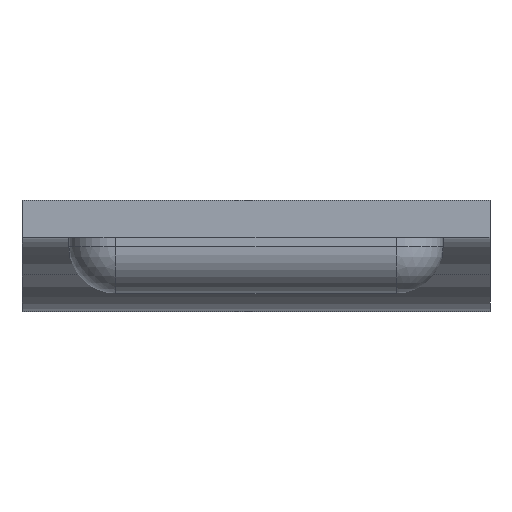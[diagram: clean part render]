
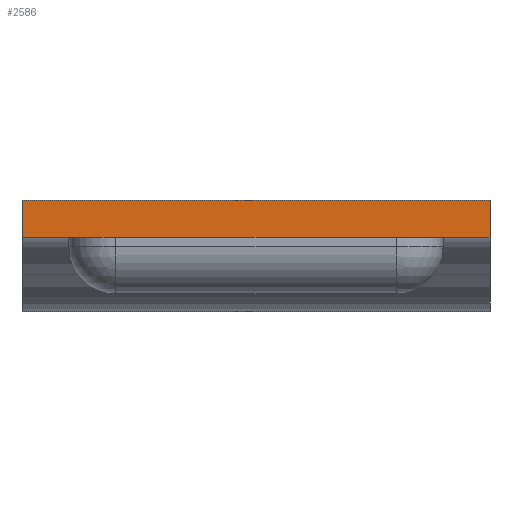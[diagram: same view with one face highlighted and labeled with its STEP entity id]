
A CAD part, front view. The second image highlights one B-rep face of the part: STEP entity #2586.
In plain terms, the highlighted planar face has unit normal (0, -1, 0).
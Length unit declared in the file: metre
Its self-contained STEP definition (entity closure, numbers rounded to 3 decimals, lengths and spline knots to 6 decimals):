
#145=LINE('',#4061,#364);
#148=LINE('',#4074,#367);
#150=LINE('',#4078,#369);
#151=LINE('',#4079,#370);
#364=VECTOR('',#3142,1.);
#367=VECTOR('',#3153,1.);
#369=VECTOR('',#3157,1.);
#370=VECTOR('',#3158,1.);
#592=ORIENTED_EDGE('',*,*,#1350,.F.);
#593=ORIENTED_EDGE('',*,*,#1348,.T.);
#594=ORIENTED_EDGE('',*,*,#1351,.T.);
#595=ORIENTED_EDGE('',*,*,#1342,.T.);
#1342=EDGE_CURVE('',#1722,#1721,#145,.T.);
#1348=EDGE_CURVE('',#1728,#1727,#148,.T.);
#1350=EDGE_CURVE('',#1728,#1721,#150,.T.);
#1351=EDGE_CURVE('',#1727,#1722,#151,.T.);
#1721=VERTEX_POINT('',#4060);
#1722=VERTEX_POINT('',#4062);
#1727=VERTEX_POINT('',#4073);
#1728=VERTEX_POINT('',#4075);
#2099=EDGE_LOOP('',(#592,#593,#594,#595));
#2314=FACE_BOUND('',#2099,.T.);
#2529=PLANE('',#2792);
#2586=ADVANCED_FACE('',(#2314),#2529,.F.);
#2792=AXIS2_PLACEMENT_3D('',#4077,#3155,#3156);
#3142=DIRECTION('',(0.,0.,-1.));
#3153=DIRECTION('',(0.,0.,1.));
#3155=DIRECTION('',(0.,1.,0.));
#3156=DIRECTION('',(-1.,0.,0.));
#3157=DIRECTION('',(-1.,0.,0.));
#3158=DIRECTION('',(-1.,0.,0.));
#4060=CARTESIAN_POINT('',(-0.01335,-0.119733,-0.000329));
#4061=CARTESIAN_POINT('',(-0.01335,-0.119733,-0.000129));
#4062=CARTESIAN_POINT('',(-0.01335,-0.119733,0.000071));
#4073=CARTESIAN_POINT('',(-0.00835,-0.119733,0.000071));
#4074=CARTESIAN_POINT('',(-0.00835,-0.119733,-0.000129));
#4075=CARTESIAN_POINT('',(-0.00835,-0.119733,-0.000329));
#4077=CARTESIAN_POINT('',(-0.008348,-0.119733,-0.000129));
#4078=CARTESIAN_POINT('',(-0.008348,-0.119733,-0.000329));
#4079=CARTESIAN_POINT('',(-0.008348,-0.119733,0.000071));
